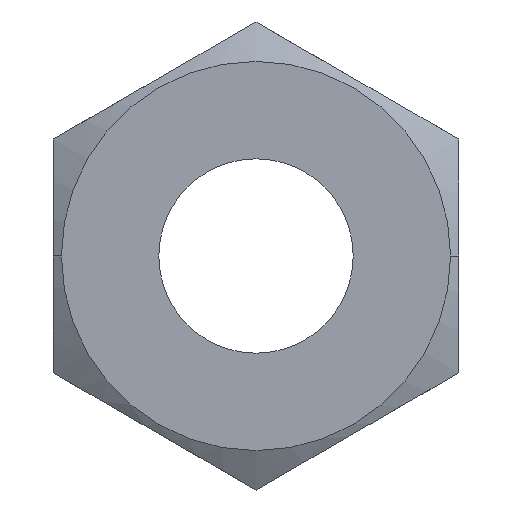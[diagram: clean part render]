
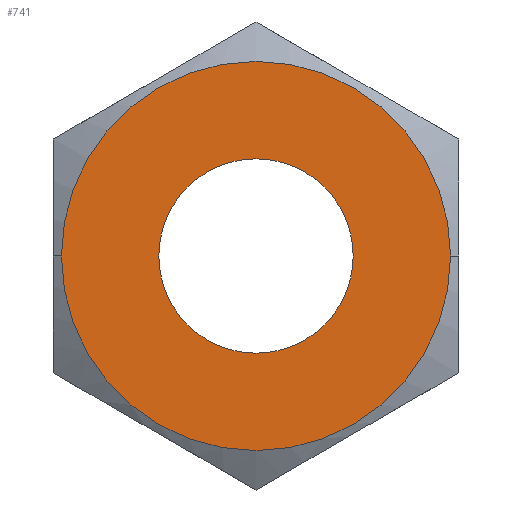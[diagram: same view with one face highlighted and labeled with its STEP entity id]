
A CAD part, left-side view. The second image highlights one B-rep face of the part: STEP entity #741.
In plain terms, the highlighted planar face has unit normal (-1, 0, 0).
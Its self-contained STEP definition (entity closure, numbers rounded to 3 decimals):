
#509=CARTESIAN_POINT('POINT33',(0.,0.,
   -2.667));
#510=VERTEX_POINT('VERTEX33',#509);
#517=CARTESIAN_POINT('POINT34',(0.,
   0.,2.667));
#518=VERTEX_POINT('VERTEX34',#517);
#519=CARTESIAN_POINT('POS35',(0.,0.,0.));
#520=DIRECTION('DIR54',(1.,0.,0.));
#521=DIRECTION('DIR55',(0.,0.,-1.));
#522=AXIS2_PLACEMENT_3D('AXIS20',#519,#520,#521);
#523=CIRCLE('ELLIPSE11',#522,2.667);
#524=EDGE_CURVE('EDGE48',#518,#510,#523,.T.);
#544=EDGE_CURVE('EDGE50',#510,#518,#523,.T.);
#717=ORIENTED_EDGE('COEDGE119',*,*,#544,.T.);
#718=ORIENTED_EDGE('COEDGE120',*,*,#524,.T.);
#719=EDGE_LOOP('NONE',(#717,#718));
#720=FACE_BOUND('LOOP1',#719,.T.);
#721=CARTESIAN_POINT('POINT43',(0.,0.,
   -5.334));
#722=VERTEX_POINT('VERTEX43',#721);
#723=CARTESIAN_POINT('POINT44',(0.,
   0.,5.334));
#724=VERTEX_POINT('VERTEX44',#723);
#725=CARTESIAN_POINT('POS50',(0.,0.,0.));
#726=DIRECTION('DIR77',(-1.,0.,0.));
#727=DIRECTION('DIR78',(0.,0.,-1.));
#728=AXIS2_PLACEMENT_3D('AXIS28',#725,#726,#727);
#729=CIRCLE('ELLIPSE12',#728,5.334);
#730=EDGE_CURVE('EDGE65',#722,#724,#729,.T.);
#731=ORIENTED_EDGE('COEDGE121',*,*,#730,.T.);
#732=EDGE_CURVE('EDGE66',#724,#722,#729,.T.);
#733=ORIENTED_EDGE('COEDGE122',*,*,#732,.T.);
#734=EDGE_LOOP('NONE',(#731,#733));
#735=FACE_BOUND('LOOP1',#734,.T.);
#736=CARTESIAN_POINT('POS51',(0.,0.,-2.667
   ));
#737=DIRECTION('DIR79',(-1.,0.,0.));
#738=DIRECTION('DIR80',(0.,1.,0.));
#739=AXIS2_PLACEMENT_3D('AXIS29',#736,#737,#738);
#740=PLANE('PLANE10',#739);
#741=ADVANCED_FACE('FACE26',(#720,#735),#740,.T.);
